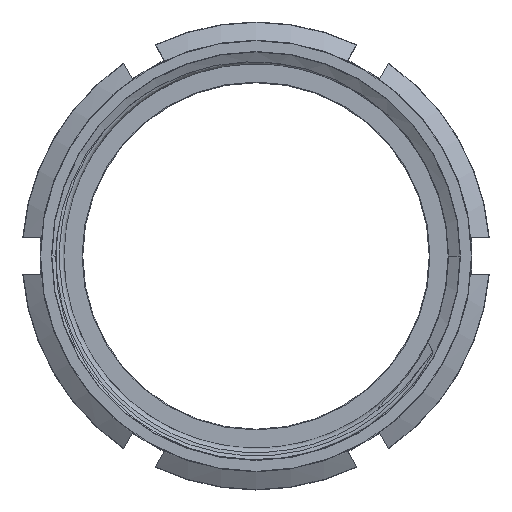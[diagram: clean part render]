
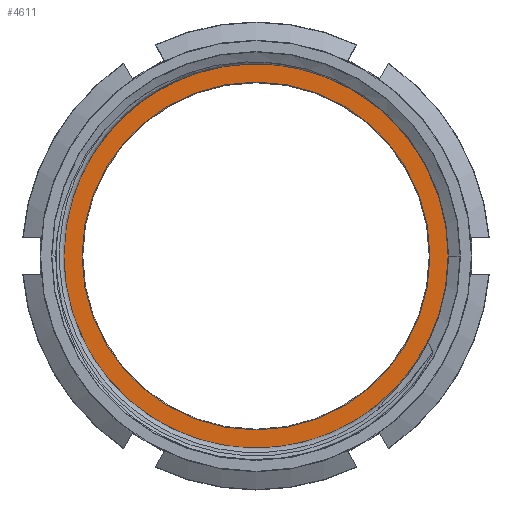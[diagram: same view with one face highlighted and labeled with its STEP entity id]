
A CAD part, left-side view. The second image highlights one B-rep face of the part: STEP entity #4611.
In plain terms, the highlighted planar face has unit normal (-1, 0, 0).
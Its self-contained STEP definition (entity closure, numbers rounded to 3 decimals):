
#19 = CARTESIAN_POINT ( 'NONE',  ( -4., 0., 0. ) ) ;
#59 = AXIS2_PLACEMENT_3D ( 'NONE', #14933, #14817, #5906 ) ;
#705 = CARTESIAN_POINT ( 'NONE',  ( -4., -55.38, 0. ) ) ;
#1077 = ORIENTED_EDGE ( 'NONE', *, *, #1909, .T. ) ;
#1909 = EDGE_CURVE ( 'NONE', #15716, #3643, #17040, .T. ) ;
#1986 = CARTESIAN_POINT ( 'NONE',  ( -4., 47.2, 0. ) ) ;
#2263 = CARTESIAN_POINT ( 'NONE',  ( -4., 0., 0. ) ) ;
#2488 = CIRCLE ( 'NONE', #59, 47.2 ) ;
#2523 = DIRECTION ( 'NONE',  ( -1., 0., 0. ) ) ;
#2544 = EDGE_LOOP ( 'NONE', ( #6939, #18490 ) ) ;
#2640 = AXIS2_PLACEMENT_3D ( 'NONE', #13571, #9267, #15120 ) ;
#3009 = DIRECTION ( 'NONE',  ( 0., -1., 0. ) ) ;
#3313 = FACE_OUTER_BOUND ( 'NONE', #4017, .T. ) ;
#3643 = VERTEX_POINT ( 'NONE', #705 ) ;
#4017 = EDGE_LOOP ( 'NONE', ( #6963, #1077 ) ) ;
#4478 = DIRECTION ( 'NONE',  ( -1., 0., 0. ) ) ;
#4611 = ADVANCED_FACE ( 'NONE', ( #7911, #3313 ), #7770, .T. ) ;
#5116 = AXIS2_PLACEMENT_3D ( 'NONE', #19, #4478, #3009 ) ;
#5629 = EDGE_CURVE ( 'NONE', #18712, #8866, #2488, .T. ) ;
#5906 = DIRECTION ( 'NONE',  ( 0., -1., 0. ) ) ;
#6356 = CIRCLE ( 'NONE', #8459, 47.2 ) ;
#6867 = DIRECTION ( 'NONE',  ( 0., -1., 0. ) ) ;
#6939 = ORIENTED_EDGE ( 'NONE', *, *, #5629, .T. ) ;
#6963 = ORIENTED_EDGE ( 'NONE', *, *, #19049, .T. ) ;
#7770 = PLANE ( 'NONE',  #2640 ) ;
#7832 = EDGE_CURVE ( 'NONE', #8866, #18712, #6356, .T. ) ;
#7911 = FACE_BOUND ( 'NONE', #2544, .T. ) ;
#8459 = AXIS2_PLACEMENT_3D ( 'NONE', #2263, #15542, #18494 ) ;
#8866 = VERTEX_POINT ( 'NONE', #1986 ) ;
#9267 = DIRECTION ( 'NONE',  ( -1., 0., 0. ) ) ;
#13571 = CARTESIAN_POINT ( 'NONE',  ( -4., 55.579, 0. ) ) ;
#13702 = CARTESIAN_POINT ( 'NONE',  ( -4., 55.38, 0. ) ) ;
#14817 = DIRECTION ( 'NONE',  ( 1., 0., 0. ) ) ;
#14933 = CARTESIAN_POINT ( 'NONE',  ( -4., 0., 0. ) ) ;
#15120 = DIRECTION ( 'NONE',  ( 0., -1., 0. ) ) ;
#15542 = DIRECTION ( 'NONE',  ( 1., 0., 0. ) ) ;
#15659 = CARTESIAN_POINT ( 'NONE',  ( -4., 0., 0. ) ) ;
#15716 = VERTEX_POINT ( 'NONE', #13702 ) ;
#15937 = CARTESIAN_POINT ( 'NONE',  ( -4., -47.2, 0. ) ) ;
#17040 = CIRCLE ( 'NONE', #18833, 55.38 ) ;
#18490 = ORIENTED_EDGE ( 'NONE', *, *, #7832, .T. ) ;
#18494 = DIRECTION ( 'NONE',  ( 0., -1., 0. ) ) ;
#18712 = VERTEX_POINT ( 'NONE', #15937 ) ;
#18833 = AXIS2_PLACEMENT_3D ( 'NONE', #15659, #2523, #6867 ) ;
#18954 = CIRCLE ( 'NONE', #5116, 55.38 ) ;
#19049 = EDGE_CURVE ( 'NONE', #3643, #15716, #18954, .T. ) ;
